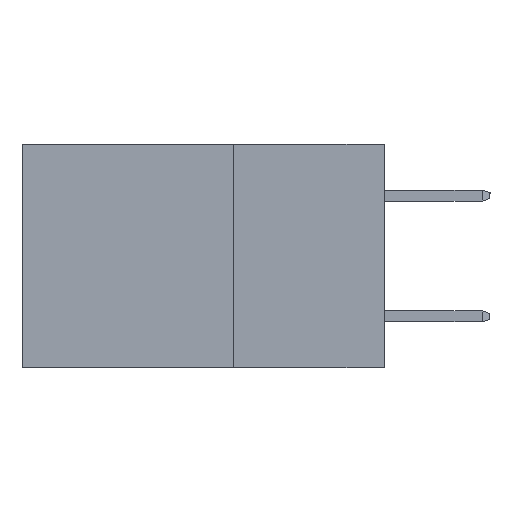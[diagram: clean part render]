
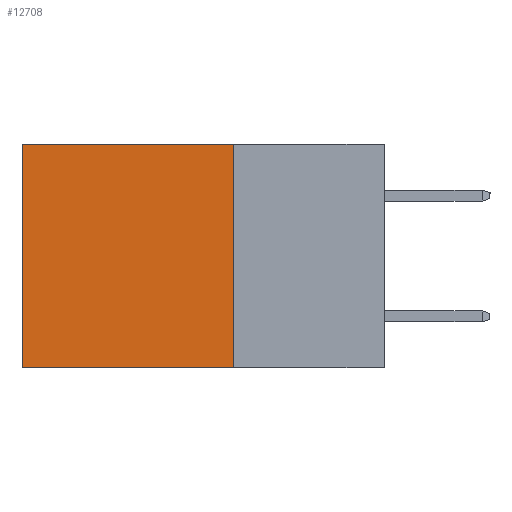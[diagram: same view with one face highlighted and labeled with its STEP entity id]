
A CAD part, left-side view. The second image highlights one B-rep face of the part: STEP entity #12708.
In plain terms, the highlighted planar face has unit normal (-1, 0, 0).
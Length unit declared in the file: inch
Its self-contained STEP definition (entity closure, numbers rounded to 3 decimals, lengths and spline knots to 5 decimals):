
#1904 = CARTESIAN_POINT ( 'NONE',  ( 0.2615, 0.25, 0. ) ) ;
#2193 = CARTESIAN_POINT ( 'NONE',  ( 0.2615, 0.25, -0.37 ) ) ;
#2248 = CARTESIAN_POINT ( 'NONE',  ( 0.2615, 0.25, -0.37 ) ) ;
#3054 = CARTESIAN_POINT ( 'NONE',  ( 0.2615, 0.25, 0. ) ) ;
#3463 = DIRECTION ( 'NONE',  ( 0., 0., -1. ) ) ;
#4010 = PLANE ( 'NONE',  #19634 ) ;
#4025 = CARTESIAN_POINT ( 'NONE',  ( 0.2615, 0.25, -0.37 ) ) ;
#4435 = CARTESIAN_POINT ( 'NONE',  ( 0.2615, 0.6, -0.37 ) ) ;
#4675 = LINE ( 'NONE', #3054, #5505 ) ;
#4949 = VECTOR ( 'NONE', #5254, 39.37008 ) ;
#5254 = DIRECTION ( 'NONE',  ( 0., 0., -1. ) ) ;
#5505 = VECTOR ( 'NONE', #12888, 39.37008 ) ;
#6164 = VERTEX_POINT ( 'NONE', #4435 ) ;
#6810 = VERTEX_POINT ( 'NONE', #4025 ) ;
#6976 = VECTOR ( 'NONE', #10094, 39.37008 ) ;
#7342 = ORIENTED_EDGE ( 'NONE', *, *, #10974, .T. ) ;
#8015 = EDGE_CURVE ( 'NONE', #15590, #14672, #4675, .T. ) ;
#8710 = ORIENTED_EDGE ( 'NONE', *, *, #11612, .F. ) ;
#9952 = LINE ( 'NONE', #16302, #13082 ) ;
#10094 = DIRECTION ( 'NONE',  ( 0., 1., 0. ) ) ;
#10287 = DIRECTION ( 'NONE',  ( 1., 0., 0. ) ) ;
#10974 = EDGE_CURVE ( 'NONE', #14672, #6164, #9952, .T. ) ;
#11199 = EDGE_LOOP ( 'NONE', ( #7342, #16198, #8710, #14122 ) ) ;
#11404 = CARTESIAN_POINT ( 'NONE',  ( 0.2615, 0.25, -0.37 ) ) ;
#11612 = EDGE_CURVE ( 'NONE', #15590, #6810, #11649, .T. ) ;
#11649 = LINE ( 'NONE', #2248, #4949 ) ;
#12478 = EDGE_CURVE ( 'NONE', #6810, #6164, #14823, .T. ) ;
#12708 = ADVANCED_FACE ( 'NONE', ( #15124 ), #4010, .F. ) ;
#12888 = DIRECTION ( 'NONE',  ( 0., 1., 0. ) ) ;
#13082 = VECTOR ( 'NONE', #3463, 39.37008 ) ;
#13279 = CARTESIAN_POINT ( 'NONE',  ( 0.2615, 0.6, 0. ) ) ;
#14122 = ORIENTED_EDGE ( 'NONE', *, *, #8015, .T. ) ;
#14672 = VERTEX_POINT ( 'NONE', #13279 ) ;
#14823 = LINE ( 'NONE', #11404, #6976 ) ;
#15016 = DIRECTION ( 'NONE',  ( 0., 0., -1. ) ) ;
#15124 = FACE_OUTER_BOUND ( 'NONE', #11199, .T. ) ;
#15590 = VERTEX_POINT ( 'NONE', #1904 ) ;
#16198 = ORIENTED_EDGE ( 'NONE', *, *, #12478, .F. ) ;
#16302 = CARTESIAN_POINT ( 'NONE',  ( 0.2615, 0.6, -0.37 ) ) ;
#19634 = AXIS2_PLACEMENT_3D ( 'NONE', #2193, #10287, #15016 ) ;
